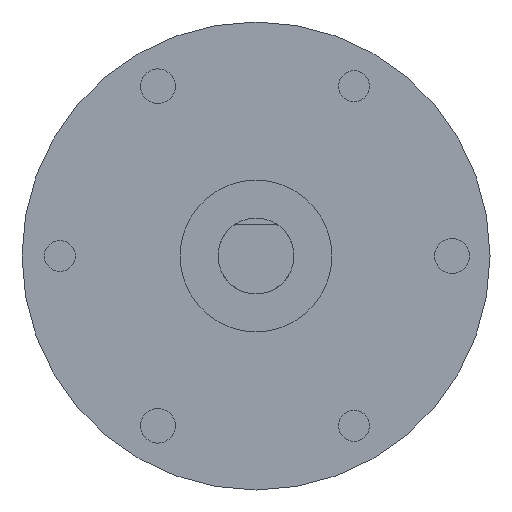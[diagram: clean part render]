
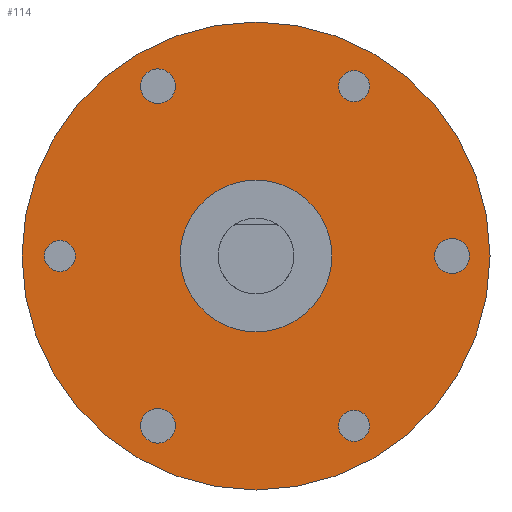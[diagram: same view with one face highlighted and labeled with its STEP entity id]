
A CAD part, front view. The second image highlights one B-rep face of the part: STEP entity #114.
In plain terms, the highlighted planar face has unit normal (0, -1, 0).
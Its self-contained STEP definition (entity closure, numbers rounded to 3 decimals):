
#114 = ADVANCED_FACE( '', ( #247, #248, #249, #250, #251, #252, #253, #254 ), #255, .F. );
#247 = FACE_BOUND( '', #394, .T. );
#248 = FACE_BOUND( '', #395, .T. );
#249 = FACE_BOUND( '', #396, .T. );
#250 = FACE_BOUND( '', #397, .T. );
#251 = FACE_BOUND( '', #398, .T. );
#252 = FACE_BOUND( '', #399, .T. );
#253 = FACE_OUTER_BOUND( '', #400, .T. );
#254 = FACE_BOUND( '', #401, .T. );
#255 = PLANE( '', #402 );
#394 = EDGE_LOOP( '', ( #624 ) );
#395 = EDGE_LOOP( '', ( #625 ) );
#396 = EDGE_LOOP( '', ( #626 ) );
#397 = EDGE_LOOP( '', ( #627 ) );
#398 = EDGE_LOOP( '', ( #628 ) );
#399 = EDGE_LOOP( '', ( #629 ) );
#400 = EDGE_LOOP( '', ( #630 ) );
#401 = EDGE_LOOP( '', ( #631 ) );
#402 = AXIS2_PLACEMENT_3D( '', #632, #633, #634 );
#624 = ORIENTED_EDGE( '', *, *, #776, .T. );
#625 = ORIENTED_EDGE( '', *, *, #777, .T. );
#626 = ORIENTED_EDGE( '', *, *, #722, .T. );
#627 = ORIENTED_EDGE( '', *, *, #778, .T. );
#628 = ORIENTED_EDGE( '', *, *, #779, .T. );
#629 = ORIENTED_EDGE( '', *, *, #733, .T. );
#630 = ORIENTED_EDGE( '', *, *, #768, .F. );
#631 = ORIENTED_EDGE( '', *, *, #780, .T. );
#632 = CARTESIAN_POINT( '', ( 0., 0., -18.5 ) );
#633 = DIRECTION( '', ( 0., 1., 0. ) );
#634 = DIRECTION( '', ( 0., 0., 1. ) );
#722 = EDGE_CURVE( '', #828, #828, #829, .T. );
#733 = EDGE_CURVE( '', #846, #846, #847, .T. );
#768 = EDGE_CURVE( '', #896, #896, #897, .T. );
#776 = EDGE_CURVE( '', #906, #906, #907, .T. );
#777 = EDGE_CURVE( '', #908, #908, #909, .T. );
#778 = EDGE_CURVE( '', #910, #910, #911, .T. );
#779 = EDGE_CURVE( '', #912, #912, #913, .T. );
#780 = EDGE_CURVE( '', #914, #914, #915, .T. );
#828 = VERTEX_POINT( '', #973 );
#829 = CIRCLE( '', #974, 1.37 );
#846 = VERTEX_POINT( '', #997 );
#847 = CIRCLE( '', #998, 1.23 );
#896 = VERTEX_POINT( '', #1058 );
#897 = CIRCLE( '', #1059, 18.5 );
#906 = VERTEX_POINT( '', #1069 );
#907 = CIRCLE( '', #1070, 1.37 );
#908 = VERTEX_POINT( '', #1071 );
#909 = CIRCLE( '', #1072, 1.23 );
#910 = VERTEX_POINT( '', #1073 );
#911 = CIRCLE( '', #1074, 1.23 );
#912 = VERTEX_POINT( '', #1075 );
#913 = CIRCLE( '', #1076, 1.37 );
#914 = VERTEX_POINT( '', #1077 );
#915 = CIRCLE( '', #1078, 6. );
#973 = CARTESIAN_POINT( '', ( 14.815, 0., -1.186 ) );
#974 = AXIS2_PLACEMENT_3D( '', #1118, #1119, #1120 );
#997 = CARTESIAN_POINT( '', ( -15.5, 0., 1.23 ) );
#998 = AXIS2_PLACEMENT_3D( '', #1133, #1134, #1135 );
#1058 = CARTESIAN_POINT( '', ( 0., 0., 18.5 ) );
#1059 = AXIS2_PLACEMENT_3D( '', #1174, #1175, #1176 );
#1069 = CARTESIAN_POINT( '', ( -8.435, 0., -12.237 ) );
#1070 = AXIS2_PLACEMENT_3D( '', #1181, #1182, #1183 );
#1071 = CARTESIAN_POINT( '', ( 6.685, 0., -14.038 ) );
#1072 = AXIS2_PLACEMENT_3D( '', #1184, #1185, #1186 );
#1073 = CARTESIAN_POINT( '', ( 8.815, 0., 12.809 ) );
#1074 = AXIS2_PLACEMENT_3D( '', #1187, #1188, #1189 );
#1075 = CARTESIAN_POINT( '', ( -6.38, 0., 13.423 ) );
#1076 = AXIS2_PLACEMENT_3D( '', #1190, #1191, #1192 );
#1077 = CARTESIAN_POINT( '', ( 0., 0., 6. ) );
#1078 = AXIS2_PLACEMENT_3D( '', #1193, #1194, #1195 );
#1118 = CARTESIAN_POINT( '', ( 15.5, 0., 0. ) );
#1119 = DIRECTION( '', ( 0., 1., 0. ) );
#1120 = DIRECTION( '', ( -0.5, 0., -0.866 ) );
#1133 = CARTESIAN_POINT( '', ( -15.5, 0., 0. ) );
#1134 = DIRECTION( '', ( 0., 1., 0. ) );
#1135 = DIRECTION( '', ( 0., 0., 1. ) );
#1174 = CARTESIAN_POINT( '', ( 0., 0., 0. ) );
#1175 = DIRECTION( '', ( 0., 1., 0. ) );
#1176 = DIRECTION( '', ( 0., 0., 1. ) );
#1181 = CARTESIAN_POINT( '', ( -7.75, 0., -13.423 ) );
#1182 = DIRECTION( '', ( 0., 1., 0. ) );
#1183 = DIRECTION( '', ( -0.5, 0., 0.866 ) );
#1184 = CARTESIAN_POINT( '', ( 7.75, 0., -13.423 ) );
#1185 = DIRECTION( '', ( 0., 1., 0. ) );
#1186 = DIRECTION( '', ( -0.866, 0., -0.5 ) );
#1187 = CARTESIAN_POINT( '', ( 7.75, 0., 13.423 ) );
#1188 = DIRECTION( '', ( 0., 1., 0. ) );
#1189 = DIRECTION( '', ( 0.866, 0., -0.5 ) );
#1190 = CARTESIAN_POINT( '', ( -7.75, 0., 13.423 ) );
#1191 = DIRECTION( '', ( 0., 1., 0. ) );
#1192 = DIRECTION( '', ( 1., 0., 0. ) );
#1193 = CARTESIAN_POINT( '', ( 0., 0., 0. ) );
#1194 = DIRECTION( '', ( 0., 1., 0. ) );
#1195 = DIRECTION( '', ( 0., 0., 1. ) );
